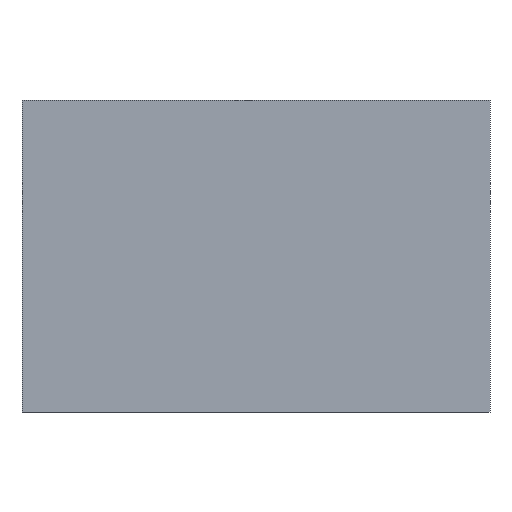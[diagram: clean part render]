
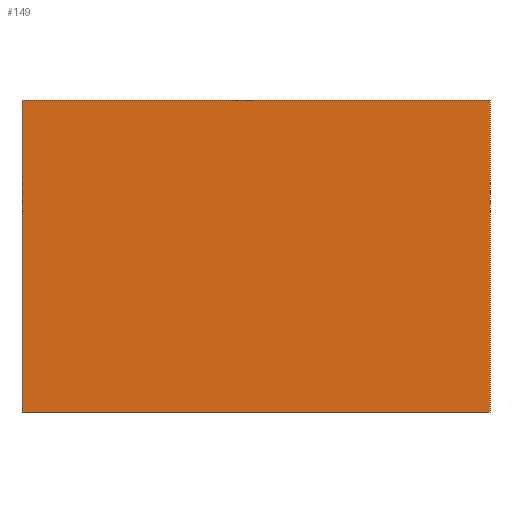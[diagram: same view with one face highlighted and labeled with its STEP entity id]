
A CAD part, left-side view. The second image highlights one B-rep face of the part: STEP entity #149.
In plain terms, the highlighted planar face has unit normal (-1, 0, 0).
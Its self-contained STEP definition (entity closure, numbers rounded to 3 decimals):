
#23=FACE_OUTER_BOUND('',#31,.T.);
#31=EDGE_LOOP('',(#117,#118,#119,#120));
#47=LINE('',#245,#65);
#48=LINE('',#248,#66);
#49=LINE('',#250,#67);
#50=LINE('',#251,#68);
#65=VECTOR('',#201,10.);
#66=VECTOR('',#204,10.);
#67=VECTOR('',#205,10.);
#68=VECTOR('',#206,10.);
#79=VERTEX_POINT('',#241);
#80=VERTEX_POINT('',#243);
#81=VERTEX_POINT('',#247);
#82=VERTEX_POINT('',#249);
#95=EDGE_CURVE('',#79,#80,#47,.T.);
#96=EDGE_CURVE('',#81,#79,#48,.T.);
#97=EDGE_CURVE('',#82,#80,#49,.T.);
#98=EDGE_CURVE('',#81,#82,#50,.T.);
#117=ORIENTED_EDGE('',*,*,#96,.T.);
#118=ORIENTED_EDGE('',*,*,#95,.T.);
#119=ORIENTED_EDGE('',*,*,#97,.F.);
#120=ORIENTED_EDGE('',*,*,#98,.F.);
#141=PLANE('',#172);
#149=ADVANCED_FACE('',(#23),#141,.T.);
#172=AXIS2_PLACEMENT_3D('',#246,#202,#203);
#201=DIRECTION('',(0.,0.,1.));
#202=DIRECTION('center_axis',(-1.,0.,0.));
#203=DIRECTION('ref_axis',(0.,-1.,0.));
#204=DIRECTION('',(0.,-1.,0.));
#205=DIRECTION('',(0.,-1.,0.));
#206=DIRECTION('',(0.,0.,1.));
#241=CARTESIAN_POINT('',(-18.,-30.,0.));
#243=CARTESIAN_POINT('',(-18.,-30.,50.));
#245=CARTESIAN_POINT('',(-18.,-30.,0.));
#246=CARTESIAN_POINT('Origin',(-18.,45.,0.));
#247=CARTESIAN_POINT('',(-18.,45.,0.));
#248=CARTESIAN_POINT('',(-18.,45.,0.));
#249=CARTESIAN_POINT('',(-18.,45.,50.));
#250=CARTESIAN_POINT('',(-18.,45.,50.));
#251=CARTESIAN_POINT('',(-18.,45.,0.));
